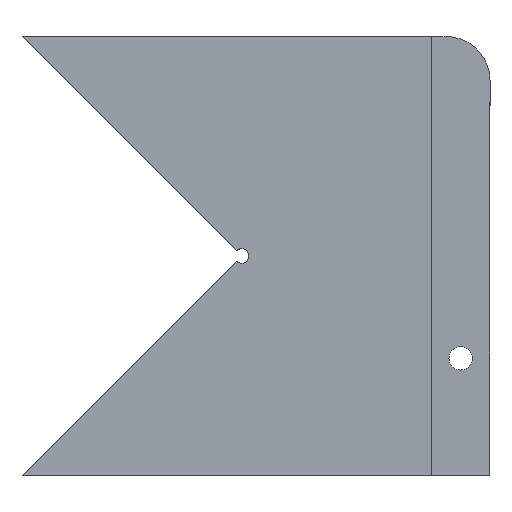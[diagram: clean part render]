
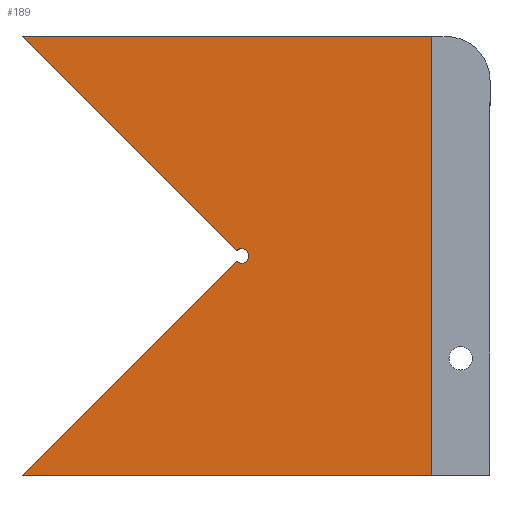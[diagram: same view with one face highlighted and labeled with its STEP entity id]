
A CAD part, top view. The second image highlights one B-rep face of the part: STEP entity #189.
In plain terms, the highlighted planar face has unit normal (0, 0, 1).
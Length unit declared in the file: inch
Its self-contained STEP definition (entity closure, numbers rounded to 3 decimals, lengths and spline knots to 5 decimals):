
#6 = EDGE_CURVE ( 'NONE', #376, #337, #241, .T. ) ;
#8 = PLANE ( 'NONE',  #93 ) ;
#31 = DIRECTION ( 'NONE',  ( 0., 0., 1. ) ) ;
#43 = VERTEX_POINT ( 'NONE', #545 ) ;
#47 = CARTESIAN_POINT ( 'NONE',  ( 1.625, -1.875, 0.1875 ) ) ;
#51 = CARTESIAN_POINT ( 'NONE',  ( 0., 0., 0.1875 ) ) ;
#61 = VERTEX_POINT ( 'NONE', #562 ) ;
#68 = VECTOR ( 'NONE', #286, 39.37008 ) ;
#73 = CARTESIAN_POINT ( 'NONE',  ( -0.04419, -0.04419, 0.1875 ) ) ;
#74 = CARTESIAN_POINT ( 'NONE',  ( -1.875, -1.875, 0.1875 ) ) ;
#93 = AXIS2_PLACEMENT_3D ( 'NONE', #224, #586, #340 ) ;
#110 = ORIENTED_EDGE ( 'NONE', *, *, #6, .T. ) ;
#136 = ORIENTED_EDGE ( 'NONE', *, *, #654, .T. ) ;
#152 = ORIENTED_EDGE ( 'NONE', *, *, #694, .F. ) ;
#177 = DIRECTION ( 'NONE',  ( 0., 1., 0. ) ) ;
#189 = ADVANCED_FACE ( 'NONE', ( #531 ), #8, .F. ) ;
#202 = LINE ( 'NONE', #266, #697 ) ;
#214 = VECTOR ( 'NONE', #226, 39.37008 ) ;
#219 = CARTESIAN_POINT ( 'NONE',  ( 0.0625, 0., 0.1875 ) ) ;
#221 = VERTEX_POINT ( 'NONE', #236 ) ;
#224 = CARTESIAN_POINT ( 'NONE',  ( 0., 0., 0.1875 ) ) ;
#226 = DIRECTION ( 'NONE',  ( 0.707, -0.707, 0. ) ) ;
#234 = DIRECTION ( 'NONE',  ( 1., 0., 0. ) ) ;
#235 = ORIENTED_EDGE ( 'NONE', *, *, #275, .T. ) ;
#236 = CARTESIAN_POINT ( 'NONE',  ( 1.625, 1.875, 0.1875 ) ) ;
#240 = CARTESIAN_POINT ( 'NONE',  ( -1.875, -1.875, 0.1875 ) ) ;
#241 = LINE ( 'NONE', #74, #347 ) ;
#252 = VERTEX_POINT ( 'NONE', #351 ) ;
#266 = CARTESIAN_POINT ( 'NONE',  ( -1.875, 1.875, 0.1875 ) ) ;
#275 = EDGE_CURVE ( 'NONE', #337, #252, #460, .T. ) ;
#277 = EDGE_CURVE ( 'NONE', #617, #61, #493, .T. ) ;
#281 = LINE ( 'NONE', #518, #214 ) ;
#282 = DIRECTION ( 'NONE',  ( 0., 0., 1. ) ) ;
#284 = EDGE_CURVE ( 'NONE', #252, #221, #741, .T. ) ;
#286 = DIRECTION ( 'NONE',  ( 1., 0., 0. ) ) ;
#302 = DIRECTION ( 'NONE',  ( -0.707, -0.707, 0. ) ) ;
#324 = ORIENTED_EDGE ( 'NONE', *, *, #478, .T. ) ;
#337 = VERTEX_POINT ( 'NONE', #240 ) ;
#340 = DIRECTION ( 'NONE',  ( -1., 0., 0. ) ) ;
#347 = VECTOR ( 'NONE', #302, 39.37008 ) ;
#351 = CARTESIAN_POINT ( 'NONE',  ( 1.625, -1.875, 0.1875 ) ) ;
#360 = ORIENTED_EDGE ( 'NONE', *, *, #277, .F. ) ;
#369 = CIRCLE ( 'NONE', #524, 0.0625 ) ;
#376 = VERTEX_POINT ( 'NONE', #73 ) ;
#385 = CARTESIAN_POINT ( 'NONE',  ( 0., 0., 0.1875 ) ) ;
#441 = ORIENTED_EDGE ( 'NONE', *, *, #284, .T. ) ;
#457 = CARTESIAN_POINT ( 'NONE',  ( 1.625, 1.875, 0.1875 ) ) ;
#460 = LINE ( 'NONE', #47, #68 ) ;
#478 = EDGE_CURVE ( 'NONE', #221, #43, #202, .T. ) ;
#493 = CIRCLE ( 'NONE', #544, 0.0625 ) ;
#518 = CARTESIAN_POINT ( 'NONE',  ( 0., 0., 0.1875 ) ) ;
#521 = VECTOR ( 'NONE', #177, 39.37008 ) ;
#524 = AXIS2_PLACEMENT_3D ( 'NONE', #385, #31, #672 ) ;
#531 = FACE_OUTER_BOUND ( 'NONE', #727, .T. ) ;
#544 = AXIS2_PLACEMENT_3D ( 'NONE', #51, #282, #234 ) ;
#545 = CARTESIAN_POINT ( 'NONE',  ( -1.875, 1.875, 0.1875 ) ) ;
#562 = CARTESIAN_POINT ( 'NONE',  ( -0.04419, 0.04419, 0.1875 ) ) ;
#586 = DIRECTION ( 'NONE',  ( 0., 0., -1. ) ) ;
#617 = VERTEX_POINT ( 'NONE', #219 ) ;
#654 = EDGE_CURVE ( 'NONE', #43, #61, #281, .T. ) ;
#672 = DIRECTION ( 'NONE',  ( 1., 0., 0. ) ) ;
#694 = EDGE_CURVE ( 'NONE', #376, #617, #369, .T. ) ;
#697 = VECTOR ( 'NONE', #728, 39.37008 ) ;
#727 = EDGE_LOOP ( 'NONE', ( #136, #360, #152, #110, #235, #441, #324 ) ) ;
#728 = DIRECTION ( 'NONE',  ( -1., 0., 0. ) ) ;
#741 = LINE ( 'NONE', #457, #521 ) ;
